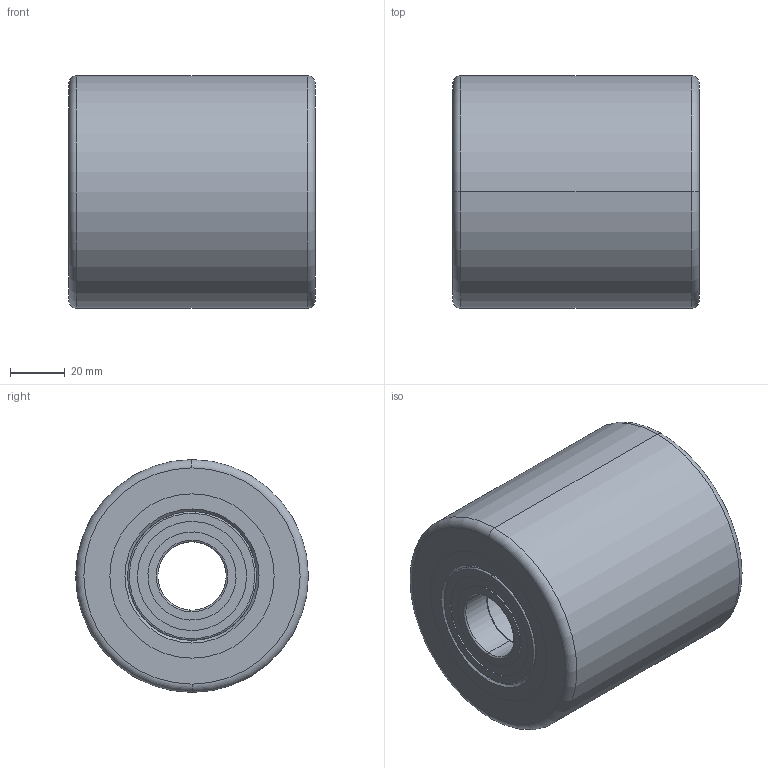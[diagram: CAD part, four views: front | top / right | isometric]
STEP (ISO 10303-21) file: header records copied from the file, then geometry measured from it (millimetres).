
FILE_DESCRIPTION (( 'STEP AP214' ), '1' );
FILE_NAME ('0012408_PUHS-085-90-K25.STEP', '2016-04-07T08:56:59', ( '' ), ( '' ), 'SwSTEP 2.0', 'SolidWorks 2016', '' );
FILE_SCHEMA (( 'AUTOMOTIVE_DESIGN' ));
Length unit declared in the file: millimetre
Products named in the file (2): 0012408_PUHS-085-90-K25
Bounding box: 90 x 85 x 85 mm (x, y, z)
Volume: 402552.6 mm3; surface area: 106559 mm2
Topology: 16 solids, 16 shells, 158 faces, 316 edges, 188 vertices
Faces by surface type: cylinder 68, torus 40, plane 30, cone 20
Entity records: 6130 total; most frequent: DIRECTION 864, CARTESIAN_POINT 664, ORIENTED_EDGE 632, AXIS2_PLACEMENT_3D 388, EDGE_CURVE 316, CIRCLE 228, VERTEX_POINT 188, EDGE_LOOP 188
